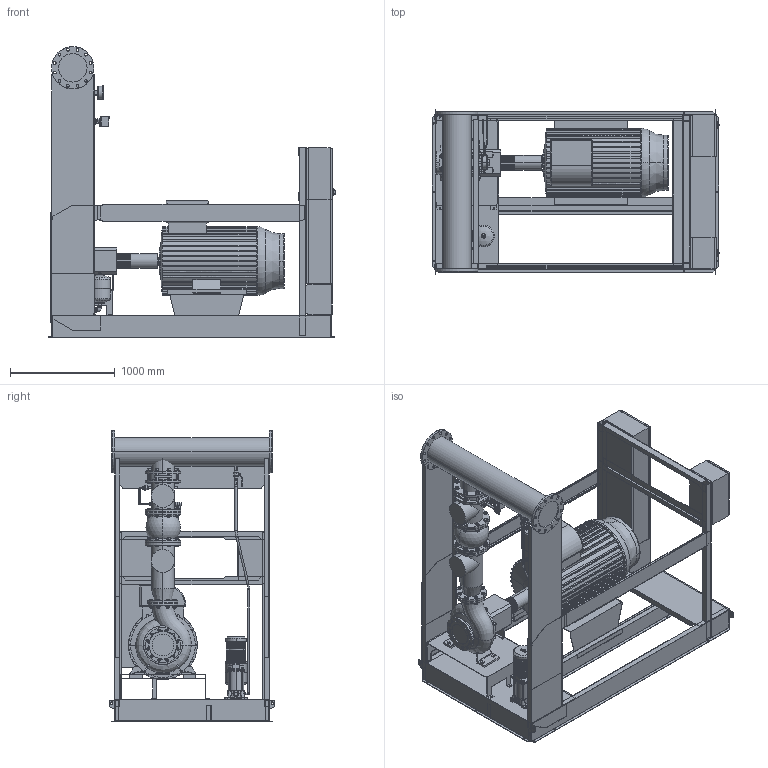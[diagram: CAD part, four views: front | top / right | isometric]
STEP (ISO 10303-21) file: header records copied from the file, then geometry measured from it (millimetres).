
FILE_DESCRIPTION((''),'2;1');
FILE_NAME('3d_Sifire-EN-150_315-291-250_1.5EJ-4183787.stp','2015-05-25T14:59:11',(''),(''),'Mechanical Desktop 2009','Mechanical Desktop 2009',', , ');
FILE_SCHEMA(('CONFIG_CONTROL_DESIGN'));
Length unit declared in the file: millimetre
Products named in the file (1): Product
Bounding box: 2744.5 x 1582 x 2778.5 mm (x, y, z)
Volume: 889227272 mm3; surface area: 44224266.6 mm2
Topology: 187 solids, 187 shells, 4434 faces, 10707 edges, 6767 vertices
Faces by surface type: plane 1725, bspline 1066, cylinder 951, cone 560, torus 102, sphere 30
Entity records: 141280 total; most frequent: CARTESIAN_POINT 42958, ORIENTED_EDGE 21330, DIRECTION 18998, EDGE_CURVE 10665, VERTEX_POINT 6767, AXIS2_PLACEMENT_3D 6671, VECTOR 5656, LINE 5656
